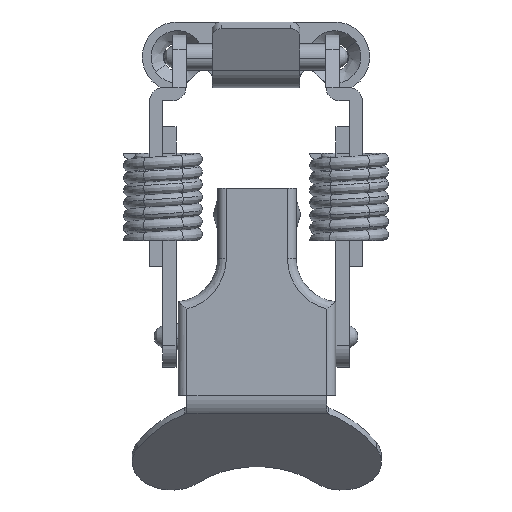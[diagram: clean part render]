
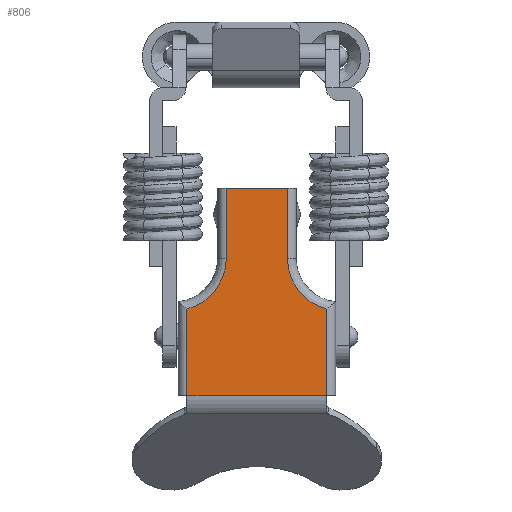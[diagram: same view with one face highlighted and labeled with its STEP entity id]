
A CAD part, front view. The second image highlights one B-rep face of the part: STEP entity #806.
In plain terms, the highlighted planar face has unit normal (0, -1, 0).
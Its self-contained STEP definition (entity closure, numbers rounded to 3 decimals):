
#806=ADVANCED_FACE('',(#4154),#4153,.F.);
#4153=PLANE('',#13780);
#4154=FACE_OUTER_BOUND('',#13781,.T.);
#13777=CARTESIAN_POINT('',(-2.376,0.,-9.6));
#13778=DIRECTION('',(0.,1.,0.));
#13779=DIRECTION('',(0.,0.,1.));
#13780=AXIS2_PLACEMENT_3D('',#13777,#13778,#13779);
#13781=EDGE_LOOP('',(#15750,#15751,#15752,#15753,#15754,#15755,#15756,#15757,#15758,#15759));
#15750=ORIENTED_EDGE('',*,*,#16983,.F.);
#15751=ORIENTED_EDGE('',*,*,#16931,.F.);
#15752=ORIENTED_EDGE('',*,*,#16993,.F.);
#15753=ORIENTED_EDGE('',*,*,#16935,.F.);
#15754=ORIENTED_EDGE('',*,*,#16994,.F.);
#15755=ORIENTED_EDGE('',*,*,#16995,.F.);
#15756=ORIENTED_EDGE('',*,*,#16996,.T.);
#15757=ORIENTED_EDGE('',*,*,#16997,.T.);
#15758=ORIENTED_EDGE('',*,*,#16998,.T.);
#15759=ORIENTED_EDGE('',*,*,#16999,.T.);
#16931=EDGE_CURVE('',#22007,#22015,#22016,.T.);
#16935=EDGE_CURVE('',#22036,#22043,#22044,.T.);
#16983=EDGE_CURVE('',#22015,#22371,#22372,.T.);
#16993=EDGE_CURVE('',#22043,#22007,#22437,.T.);
#16994=EDGE_CURVE('',#22443,#22036,#22444,.T.);
#16995=EDGE_CURVE('',#22450,#22443,#22451,.T.);
#16996=EDGE_CURVE('',#22450,#22298,#22457,.T.);
#16997=EDGE_CURVE('',#22298,#22463,#22464,.T.);
#16998=EDGE_CURVE('',#22463,#22470,#22471,.T.);
#16999=EDGE_CURVE('',#22470,#22371,#22477,.T.);
#22007=VERTEX_POINT('',#27446);
#22015=VERTEX_POINT('',#27452);
#22016=LINE('',#27453,#27454);
#22036=VERTEX_POINT('',#27465);
#22043=VERTEX_POINT('',#27470);
#22044=LINE('',#27471,#27472);
#22298=VERTEX_POINT('',#27645);
#22371=VERTEX_POINT('',#27686);
#22372=LINE('',#27687,#27688);
#22437=CIRCLE('',#27727,6.);
#22443=VERTEX_POINT('',#27728);
#22444=LINE('',#27729,#27730);
#22450=VERTEX_POINT('',#27732);
#22451=LINE('',#27733,#27734);
#22457=LINE('',#27736,#27737);
#22463=VERTEX_POINT('',#27739);
#22464=LINE('',#27740,#27741);
#22470=VERTEX_POINT('',#27743);
#22471=CIRCLE('',#27747,6.);
#22477=LINE('',#27748,#27749);
#27446=CARTESIAN_POINT('',(8.025,0.,-3.5));
#27452=CARTESIAN_POINT('',(0.,0.,-3.5));
#27453=CARTESIAN_POINT('',(8.025,0.,-3.5));
#27454=VECTOR('',#27455,8.025);
#27455=DIRECTION('',(-1.,0.,0.));
#27465=CARTESIAN_POINT('',(23.7,0.,-8.));
#27470=CARTESIAN_POINT('',(13.835,0.,-8.));
#27471=CARTESIAN_POINT('',(23.7,0.,-8.));
#27472=VECTOR('',#27473,9.865);
#27473=DIRECTION('',(-1.,0.,0.));
#27645=CARTESIAN_POINT('',(23.7,0.,8.));
#27686=CARTESIAN_POINT('',(0.,0.,3.5));
#27687=CARTESIAN_POINT('',(0.,0.,-3.5));
#27688=VECTOR('',#27689,7.);
#27689=DIRECTION('',(0.,0.,1.));
#27724=CARTESIAN_POINT('',(8.025,0.,-9.5));
#27725=DIRECTION('',(0.,-1.,0.));
#27726=DIRECTION('',(0.968,0.,0.25));
#27727=AXIS2_PLACEMENT_3D('',#27724,#27725,#27726);
#27728=CARTESIAN_POINT('',(23.757,0.,-8.));
#27729=CARTESIAN_POINT('',(23.757,0.,-8.));
#27730=VECTOR('',#27731,0.057);
#27731=DIRECTION('',(-1.,0.,0.));
#27732=CARTESIAN_POINT('',(23.757,0.,8.));
#27733=CARTESIAN_POINT('',(23.757,0.,8.));
#27734=VECTOR('',#27735,16.);
#27735=DIRECTION('',(0.,0.,-1.));
#27736=CARTESIAN_POINT('',(23.757,0.,8.));
#27737=VECTOR('',#27738,0.057);
#27738=DIRECTION('',(-1.,0.,0.));
#27739=CARTESIAN_POINT('',(13.835,0.,8.));
#27740=CARTESIAN_POINT('',(23.7,0.,8.));
#27741=VECTOR('',#27742,9.865);
#27742=DIRECTION('',(-1.,0.,0.));
#27743=CARTESIAN_POINT('',(8.025,0.,3.5));
#27744=CARTESIAN_POINT('',(8.025,0.,9.5));
#27745=DIRECTION('',(0.,1.,0.));
#27746=DIRECTION('',(0.968,0.,-0.25));
#27747=AXIS2_PLACEMENT_3D('',#27744,#27745,#27746);
#27748=CARTESIAN_POINT('',(8.025,0.,3.5));
#27749=VECTOR('',#27750,8.025);
#27750=DIRECTION('',(-1.,0.,0.));
